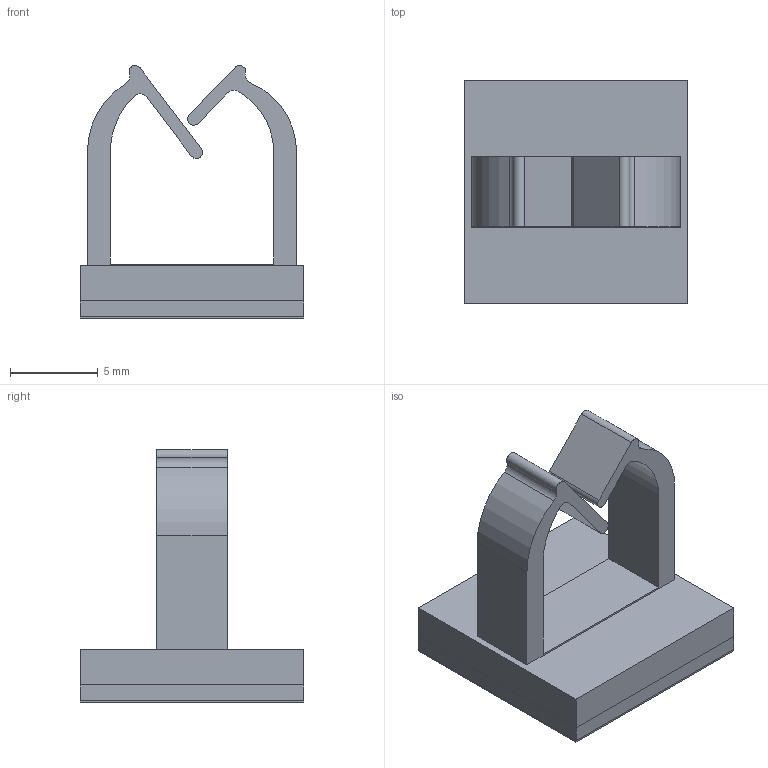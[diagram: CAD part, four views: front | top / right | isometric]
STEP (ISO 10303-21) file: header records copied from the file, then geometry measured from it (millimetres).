
FILE_DESCRIPTION(/* description */ ('Unknown'),/* implementation_level */ '2;1');
FILE_NAME(/* name */ '522220000',/* time_stamp */ '2018-07-16T14:46:38+02:00',/* author */ ('Unknown'),/* organization */ ('Unknown'),/* preprocessor_version */ 'ST-DEVELOPER v16.7',/* originating_system */ 'DEX',/* authorisation */ $);
FILE_SCHEMA (('AUTOMOTIVE_DESIGN {1 0 10303 214 3 1 1}'));
Length unit declared in the file: millimetre
Products named in the file (4): 522220000; Adhesive tape; Release tape
Assembly tree (3 placements, depth 2):
  522220000
    522220000
    Adhesive tape
    Release tape
Bounding box: 12.7 x 12.7 x 14.4 mm (x, y, z)
Volume: 627.8 mm3; surface area: 1446.4 mm2
Topology: 3 solids, 3 shells, 41 faces, 102 edges, 68 vertices
Faces by surface type: plane 29, cylinder 12
Entity records: 1323 total; most frequent: DIRECTION 216, CARTESIAN_POINT 215, ORIENTED_EDGE 204, EDGE_CURVE 102, LINE 78, VECTOR 78, AXIS2_PLACEMENT_3D 69, VERTEX_POINT 68
